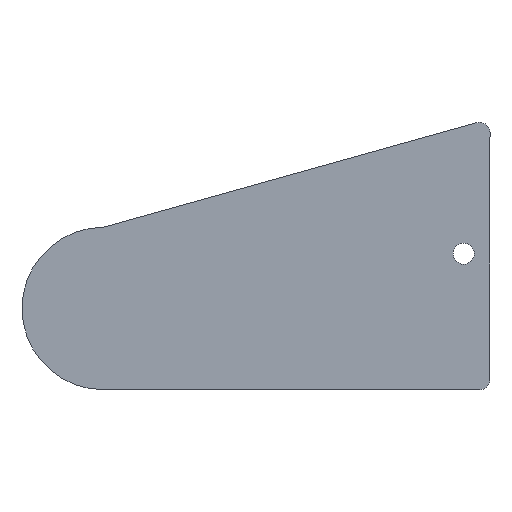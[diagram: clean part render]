
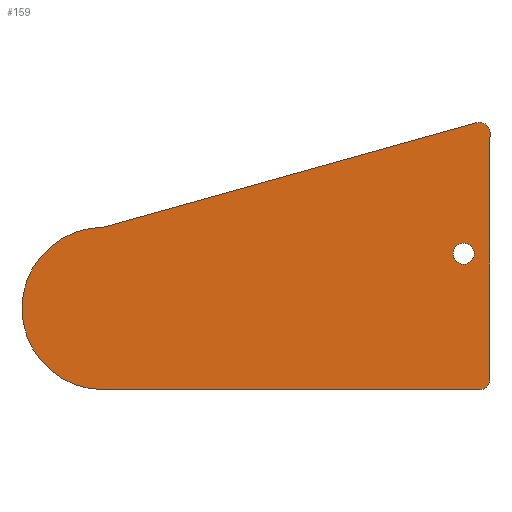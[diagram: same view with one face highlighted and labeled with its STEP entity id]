
A CAD part, front view. The second image highlights one B-rep face of the part: STEP entity #159.
In plain terms, the highlighted planar face has unit normal (0, -1, 0).
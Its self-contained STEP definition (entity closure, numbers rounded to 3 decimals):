
#15=FACE_BOUND('',#34,.T.);
#18=PLANE('',#184);
#24=FACE_OUTER_BOUND('',#33,.T.);
#33=EDGE_LOOP('',(#119,#120,#121,#122,#123,#124));
#34=EDGE_LOOP('',(#125));
#44=LINE('',#258,#57);
#47=LINE('',#264,#60);
#48=LINE('',#268,#61);
#57=VECTOR('',#209,10.);
#60=VECTOR('',#214,10.);
#61=VECTOR('',#217,10.);
#68=CIRCLE('',#181,2.);
#70=CIRCLE('',#185,2.);
#71=CIRCLE('',#186,15.44);
#72=CIRCLE('',#187,2.);
#76=VERTEX_POINT('',#248);
#77=VERTEX_POINT('',#249);
#80=VERTEX_POINT('',#257);
#82=VERTEX_POINT('',#263);
#83=VERTEX_POINT('',#265);
#84=VERTEX_POINT('',#267);
#85=VERTEX_POINT('',#270);
#90=EDGE_CURVE('',#76,#77,#68,.T.);
#94=EDGE_CURVE('',#80,#77,#44,.T.);
#97=EDGE_CURVE('',#76,#82,#47,.T.);
#98=EDGE_CURVE('',#83,#82,#70,.T.);
#99=EDGE_CURVE('',#83,#84,#48,.T.);
#100=EDGE_CURVE('',#84,#80,#71,.T.);
#101=EDGE_CURVE('',#85,#85,#72,.T.);
#119=ORIENTED_EDGE('',*,*,#90,.F.);
#120=ORIENTED_EDGE('',*,*,#97,.T.);
#121=ORIENTED_EDGE('',*,*,#98,.F.);
#122=ORIENTED_EDGE('',*,*,#99,.T.);
#123=ORIENTED_EDGE('',*,*,#100,.T.);
#124=ORIENTED_EDGE('',*,*,#94,.T.);
#125=ORIENTED_EDGE('',*,*,#101,.T.);
#159=ADVANCED_FACE('',(#24,#15),#18,.T.);
#181=AXIS2_PLACEMENT_3D('',#250,#201,#202);
#184=AXIS2_PLACEMENT_3D('',#262,#212,#213);
#185=AXIS2_PLACEMENT_3D('',#266,#215,#216);
#186=AXIS2_PLACEMENT_3D('',#269,#218,#219);
#187=AXIS2_PLACEMENT_3D('',#271,#220,#221);
#201=DIRECTION('center_axis',(0.,1.,0.));
#202=DIRECTION('ref_axis',(0.707,0.,-0.707));
#209=DIRECTION('',(1.,0.,0.));
#212=DIRECTION('center_axis',(0.,-1.,0.));
#213=DIRECTION('ref_axis',(1.,0.,0.));
#214=DIRECTION('',(0.,0.,1.));
#215=DIRECTION('center_axis',(0.,1.,0.));
#216=DIRECTION('ref_axis',(0.604,0.,0.797));
#217=DIRECTION('',(-0.963,0.,-0.27));
#218=DIRECTION('center_axis',(0.,-1.,0.));
#219=DIRECTION('ref_axis',(1.,0.,0.));
#220=DIRECTION('center_axis',(0.,1.,0.));
#221=DIRECTION('ref_axis',(1.,0.,0.));
#248=CARTESIAN_POINT('',(-34.248,-312.865,-171.199));
#249=CARTESIAN_POINT('',(-36.248,-312.865,-173.199));
#250=CARTESIAN_POINT('Origin',(-36.248,-312.865,-171.199));
#257=CARTESIAN_POINT('',(-107.78,-312.865,-173.199));
#258=CARTESIAN_POINT('',(-107.78,-312.865,-173.199));
#262=CARTESIAN_POINT('Origin',(-78.734,-312.865,-147.466));
#263=CARTESIAN_POINT('',(-34.248,-312.865,-124.369));
#264=CARTESIAN_POINT('',(-34.248,-312.865,-121.732));
#265=CARTESIAN_POINT('',(-36.787,-312.865,-122.443));
#266=CARTESIAN_POINT('Origin',(-36.248,-312.865,-124.369));
#267=CARTESIAN_POINT('',(-107.78,-312.865,-142.32));
#268=CARTESIAN_POINT('',(-34.248,-312.865,-121.732));
#269=CARTESIAN_POINT('Origin',(-107.78,-312.865,-157.759));
#270=CARTESIAN_POINT('',(-41.248,-312.865,-147.345));
#271=CARTESIAN_POINT('Origin',(-39.248,-312.865,-147.345));
